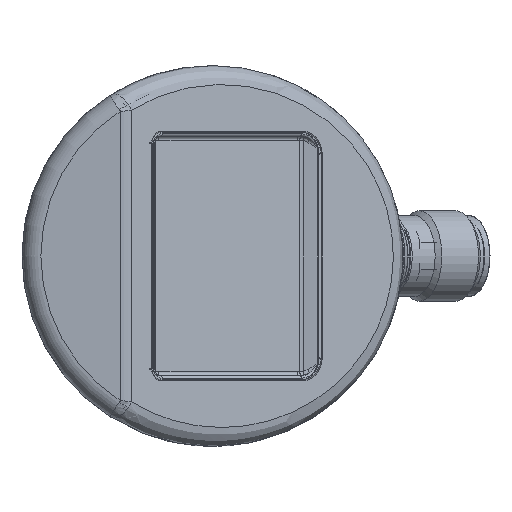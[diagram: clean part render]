
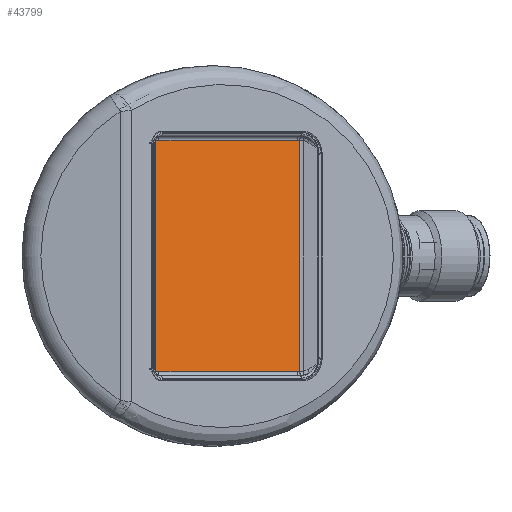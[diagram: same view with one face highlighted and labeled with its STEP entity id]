
A CAD part, front view. The second image highlights one B-rep face of the part: STEP entity #43799.
In plain terms, the highlighted planar face has unit normal (0.5, -0.866, 0).
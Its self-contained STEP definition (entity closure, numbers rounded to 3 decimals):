
#2621=LINE('',#55579,#4759);
#2622=LINE('',#55583,#4760);
#2623=LINE('',#55587,#4761);
#2624=LINE('',#55591,#4762);
#4759=VECTOR('',#48270,1000.);
#4760=VECTOR('',#48273,1000.);
#4761=VECTOR('',#48276,1000.);
#4762=VECTOR('',#48279,1000.);
#6897=ORIENTED_EDGE('',*,*,#16213,.T.);
#6898=ORIENTED_EDGE('',*,*,#16214,.T.);
#6899=ORIENTED_EDGE('',*,*,#16215,.T.);
#6900=ORIENTED_EDGE('',*,*,#16216,.T.);
#6901=ORIENTED_EDGE('',*,*,#16217,.T.);
#6902=ORIENTED_EDGE('',*,*,#16218,.T.);
#6903=ORIENTED_EDGE('',*,*,#16219,.T.);
#6904=ORIENTED_EDGE('',*,*,#16220,.T.);
#16213=EDGE_CURVE('',#20871,#20872,#23957,.F.);
#16214=EDGE_CURVE('',#20872,#20873,#2621,.T.);
#16215=EDGE_CURVE('',#20873,#20874,#23958,.F.);
#16216=EDGE_CURVE('',#20874,#20875,#2622,.T.);
#16217=EDGE_CURVE('',#20875,#20876,#23959,.F.);
#16218=EDGE_CURVE('',#20876,#20877,#2623,.T.);
#16219=EDGE_CURVE('',#20877,#20878,#23960,.F.);
#16220=EDGE_CURVE('',#20878,#20871,#2624,.T.);
#20871=VERTEX_POINT('',#55577);
#20872=VERTEX_POINT('',#55578);
#20873=VERTEX_POINT('',#55580);
#20874=VERTEX_POINT('',#55582);
#20875=VERTEX_POINT('',#55584);
#20876=VERTEX_POINT('',#55586);
#20877=VERTEX_POINT('',#55588);
#20878=VERTEX_POINT('',#55590);
#23957=CIRCLE('',#45680,1.946);
#23958=CIRCLE('',#45681,1.946);
#23959=CIRCLE('',#45682,0.446);
#23960=CIRCLE('',#45683,0.446);
#24774=EDGE_LOOP('',(#6897,#6898,#6899,#6900,#6901,#6902,#6903,#6904));
#27005=FACE_BOUND('',#24774,.T.);
#29239=PLANE('',#45679);
#43799=ADVANCED_FACE('',(#27005),#29239,.F.);
#45679=AXIS2_PLACEMENT_3D('',#55575,#48266,#48267);
#45680=AXIS2_PLACEMENT_3D('',#55576,#48268,#48269);
#45681=AXIS2_PLACEMENT_3D('',#55581,#48271,#48272);
#45682=AXIS2_PLACEMENT_3D('',#55585,#48274,#48275);
#45683=AXIS2_PLACEMENT_3D('',#55589,#48277,#48278);
#48266=DIRECTION('',(-0.5,0.866,0.));
#48267=DIRECTION('',(0.866,0.5,0.));
#48268=DIRECTION('',(-0.5,0.866,0.));
#48269=DIRECTION('',(0.866,0.5,0.));
#48270=DIRECTION('',(0.,0.,1.));
#48271=DIRECTION('',(-0.5,0.866,0.));
#48272=DIRECTION('',(0.866,0.5,0.));
#48273=DIRECTION('',(-0.866,-0.5,0.));
#48274=DIRECTION('',(-0.5,0.866,0.));
#48275=DIRECTION('',(0.866,0.5,0.));
#48276=DIRECTION('',(0.,0.,-1.));
#48277=DIRECTION('',(-0.5,0.866,0.));
#48278=DIRECTION('',(0.866,0.5,0.));
#48279=DIRECTION('',(0.866,0.5,0.));
#55575=CARTESIAN_POINT('',(11.243,-23.119,13.4));
#55576=CARTESIAN_POINT('',(11.243,-23.119,-13.4));
#55577=CARTESIAN_POINT('',(11.243,-23.119,-15.346));
#55578=CARTESIAN_POINT('',(11.526,-22.955,-15.318));
#55579=CARTESIAN_POINT('',(11.526,-22.955,15.252));
#55580=CARTESIAN_POINT('',(11.526,-22.955,15.318));
#55581=CARTESIAN_POINT('',(11.243,-23.119,13.4));
#55582=CARTESIAN_POINT('',(11.243,-23.119,15.346));
#55583=CARTESIAN_POINT('',(-7.203,-33.769,15.346));
#55584=CARTESIAN_POINT('',(-7.203,-33.769,15.346));
#55585=CARTESIAN_POINT('',(-7.203,-33.769,14.9));
#55586=CARTESIAN_POINT('',(-7.589,-33.991,14.9));
#55587=CARTESIAN_POINT('',(-7.589,-33.991,-14.9));
#55588=CARTESIAN_POINT('',(-7.589,-33.991,-14.9));
#55589=CARTESIAN_POINT('',(-7.203,-33.769,-14.9));
#55590=CARTESIAN_POINT('',(-7.203,-33.769,-15.346));
#55591=CARTESIAN_POINT('',(11.243,-23.119,-15.346));
